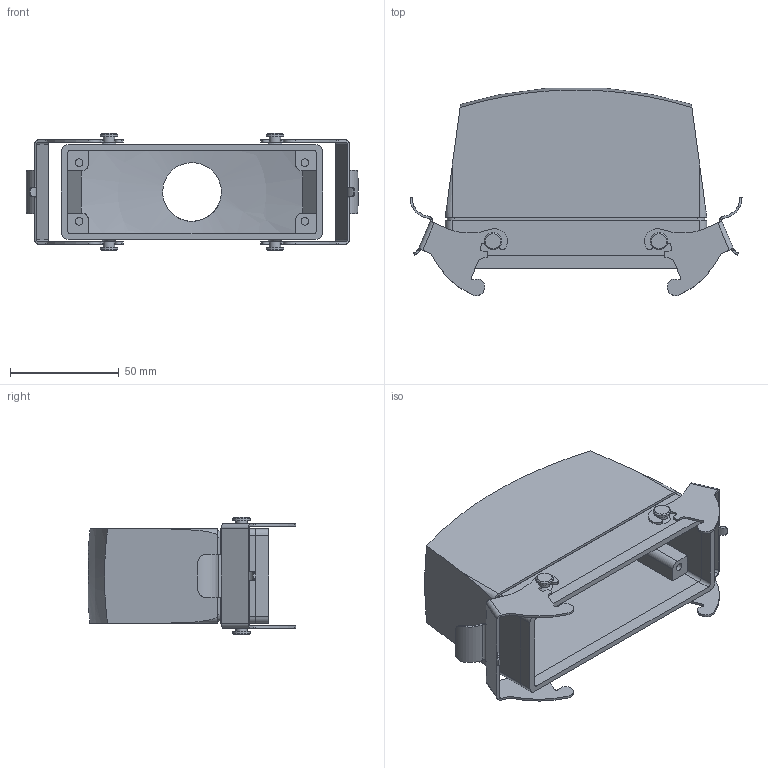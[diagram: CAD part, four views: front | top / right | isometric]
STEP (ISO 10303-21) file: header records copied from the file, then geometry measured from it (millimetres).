
FILE_DESCRIPTION (( 'STEP AP214' ), '1' );
FILE_NAME ('ZP-MC24B-2-DCP21ML.STEP', '2012-05-23T14:10:34', ( '.ADC' ), ( 'ADC' ), 'SwSTEP 2.0', 'SolidWorks 2011', '' );
FILE_SCHEMA (( 'AUTOMOTIVE_DESIGN' ));
Length unit declared in the file: millimetre
Products named in the file (1): ZP-MC24B-2-DCP21ML
Bounding box: 152.97 x 95.59 x 54 mm (x, y, z)
Volume: 89136.7 mm3; surface area: 77255.3 mm2
Topology: 12 solids, 12 shells, 298 faces, 770 edges, 505 vertices
Faces by surface type: cylinder 142, plane 142, cone 8, sphere 6
Full cylindrical faces by diameter (mm): 3.5 x4, 5.169 x4, 8 x4, 27 x1
Entity records: 10988 total; most frequent: CARTESIAN_POINT 2172, DIRECTION 1561, ORIENTED_EDGE 1488, EDGE_CURVE 744, AXIS2_PLACEMENT_3D 569, VERTEX_POINT 502, VECTOR 423, LINE 423
